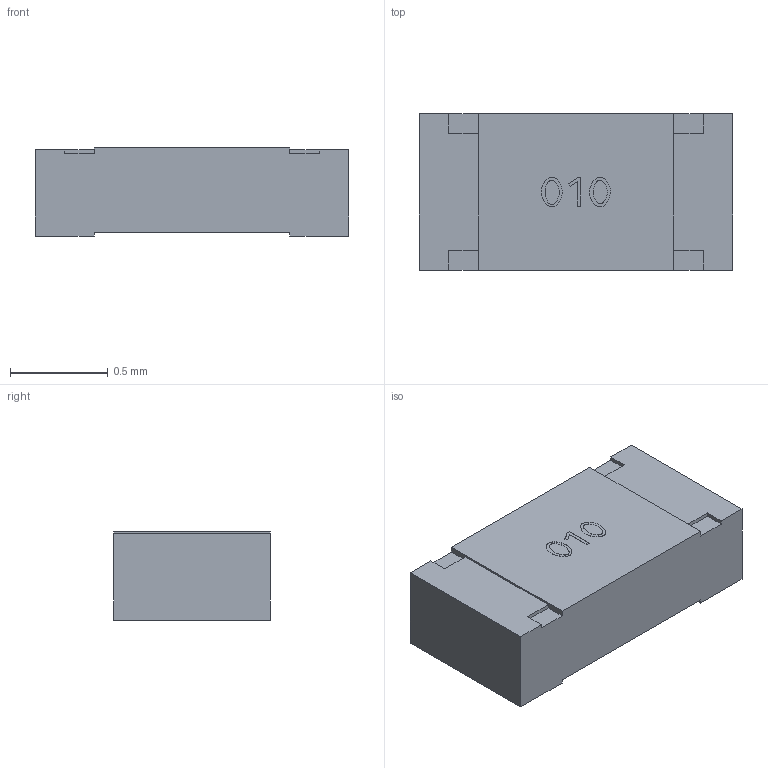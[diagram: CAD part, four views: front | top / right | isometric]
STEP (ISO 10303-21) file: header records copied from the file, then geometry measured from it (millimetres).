
FILE_DESCRIPTION(/* description */ ('Unknown'),/* implementation_level */ '2;1');
FILE_NAME(/* name */ 'R_Wurth_WRIS-RSKS-0603_R',/* time_stamp */ '2024-10-30T10:47:57+08:00',/* author */ ('Unknown'),/* organization */ ('Unknown'),/* preprocessor_version */ 'ST-DEVELOPER v16.7',/* originating_system */ 'Solid Edge',/* authorisation */ 'Unknown');
FILE_SCHEMA (('AUTOMOTIVE_DESIGN {1 0 10303 214 3 1 1}'));
Length unit declared in the file: millimetre
Products named in the file (1): R_Wurth_WRIS-RSKS-0603_R
Bounding box: 1.6 x 0.8 x 0.45 mm (x, y, z)
Volume: 0.6 mm3; surface area: 4.7 mm2
Topology: 1 solids, 1 shells, 42 faces, 105 edges, 70 vertices
Faces by surface type: plane 38, bspline 4
Entity records: 1618 total; most frequent: CARTESIAN_POINT 330, ORIENTED_EDGE 202, DIRECTION 171, EDGE_CURVE 101, LINE 93, VECTOR 93, VERTEX_POINT 70, EDGE_LOOP 51
